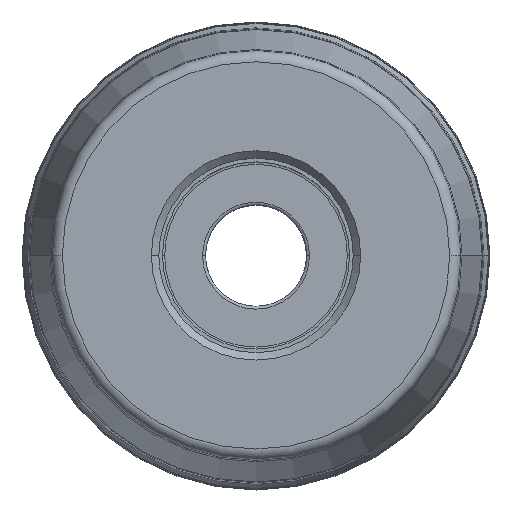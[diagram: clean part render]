
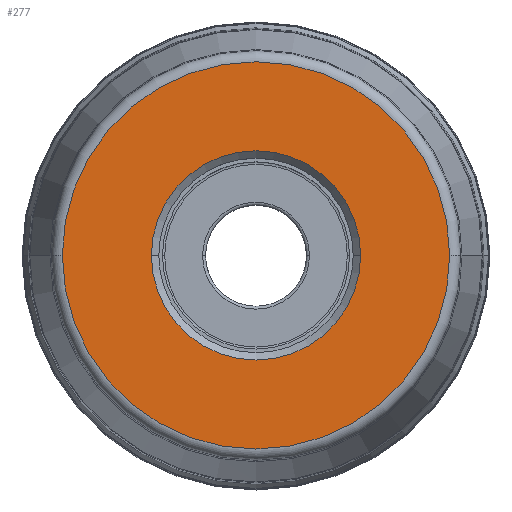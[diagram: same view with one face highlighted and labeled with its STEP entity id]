
A CAD part, top view. The second image highlights one B-rep face of the part: STEP entity #277.
In plain terms, the highlighted planar face has unit normal (0, 0, 1).
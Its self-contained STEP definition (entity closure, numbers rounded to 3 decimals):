
#30=PLANE('',#2460);
#38=FACE_BOUND('',#533,.T.);
#39=FACE_BOUND('',#534,.T.);
#277=ADVANCED_FACE('',(#38,#39),#30,.F.);
#533=EDGE_LOOP('',(#980,#981,#982,#983));
#534=EDGE_LOOP('',(#984,#985,#986,#987));
#980=ORIENTED_EDGE('',*,*,#1541,.F.);
#981=ORIENTED_EDGE('',*,*,#1545,.F.);
#982=ORIENTED_EDGE('',*,*,#1544,.T.);
#983=ORIENTED_EDGE('',*,*,#1542,.T.);
#984=ORIENTED_EDGE('',*,*,#1546,.T.);
#985=ORIENTED_EDGE('',*,*,#1547,.T.);
#986=ORIENTED_EDGE('',*,*,#1548,.T.);
#987=ORIENTED_EDGE('',*,*,#1549,.T.);
#1274=VERTEX_POINT('',#5061);
#1275=VERTEX_POINT('',#5063);
#1276=VERTEX_POINT('',#5065);
#1277=VERTEX_POINT('',#5069);
#1278=VERTEX_POINT('',#5073);
#1279=VERTEX_POINT('',#5074);
#1280=VERTEX_POINT('',#5076);
#1281=VERTEX_POINT('',#5078);
#1541=EDGE_CURVE('',#1274,#1275,#1876,.T.);
#1542=EDGE_CURVE('',#1276,#1275,#1877,.T.);
#1544=EDGE_CURVE('',#1277,#1276,#1879,.T.);
#1545=EDGE_CURVE('',#1277,#1274,#1880,.T.);
#1546=EDGE_CURVE('',#1278,#1279,#1881,.T.);
#1547=EDGE_CURVE('',#1279,#1280,#1882,.T.);
#1548=EDGE_CURVE('',#1280,#1281,#1883,.T.);
#1549=EDGE_CURVE('',#1281,#1278,#1884,.T.);
#1876=CIRCLE('',#2449,26.282);
#1877=CIRCLE('',#2450,26.282);
#1879=CIRCLE('',#2453,26.282);
#1880=CIRCLE('',#2454,26.282);
#1881=CIRCLE('',#2456,14.2);
#1882=CIRCLE('',#2457,14.2);
#1883=CIRCLE('',#2458,14.2);
#1884=CIRCLE('',#2459,14.2);
#2449=AXIS2_PLACEMENT_3D('',#5062,#3049,#3050);
#2450=AXIS2_PLACEMENT_3D('',#5064,#3051,#3052);
#2453=AXIS2_PLACEMENT_3D('',#5068,#3057,#3058);
#2454=AXIS2_PLACEMENT_3D('',#5070,#3059,#3060);
#2456=AXIS2_PLACEMENT_3D('',#5072,#3063,#3064);
#2457=AXIS2_PLACEMENT_3D('',#5075,#3065,#3066);
#2458=AXIS2_PLACEMENT_3D('',#5077,#3067,#3068);
#2459=AXIS2_PLACEMENT_3D('',#5079,#3069,#3070);
#2460=AXIS2_PLACEMENT_3D('',#5080,#3071,#3072);
#3049=DIRECTION('',(0.,0.,-1.));
#3050=DIRECTION('',(-1.,0.,0.));
#3051=DIRECTION('',(0.,0.,1.));
#3052=DIRECTION('',(1.,0.,0.));
#3057=DIRECTION('',(0.,0.,1.));
#3058=DIRECTION('',(1.,0.,0.));
#3059=DIRECTION('',(0.,0.,-1.));
#3060=DIRECTION('',(-1.,0.,0.));
#3063=DIRECTION('',(0.,0.,-1.));
#3064=DIRECTION('',(0.,-1.,0.));
#3065=DIRECTION('',(0.,0.,-1.));
#3066=DIRECTION('',(-1.,0.,0.));
#3067=DIRECTION('',(0.,0.,-1.));
#3068=DIRECTION('',(0.,1.,0.));
#3069=DIRECTION('',(0.,0.,-1.));
#3070=DIRECTION('',(1.,0.,0.));
#3071=DIRECTION('',(0.,0.,-1.));
#3072=DIRECTION('',(1.,0.,0.));
#5061=CARTESIAN_POINT('',(-26.282,0.,0.));
#5062=CARTESIAN_POINT('',(0.,0.,0.));
#5063=CARTESIAN_POINT('',(-26.281,0.021,0.));
#5064=CARTESIAN_POINT('',(0.,0.,0.));
#5065=CARTESIAN_POINT('',(26.282,0.,0.));
#5068=CARTESIAN_POINT('',(0.,0.,0.));
#5069=CARTESIAN_POINT('',(26.281,-0.021,0.));
#5070=CARTESIAN_POINT('',(0.,0.,0.));
#5072=CARTESIAN_POINT('',(0.,0.,0.));
#5073=CARTESIAN_POINT('',(0.,-14.2,0.));
#5074=CARTESIAN_POINT('',(-14.2,0.,0.));
#5075=CARTESIAN_POINT('',(0.,0.,0.));
#5076=CARTESIAN_POINT('',(0.,14.2,0.));
#5077=CARTESIAN_POINT('',(0.,0.,0.));
#5078=CARTESIAN_POINT('',(14.2,0.,0.));
#5079=CARTESIAN_POINT('',(0.,0.,0.));
#5080=CARTESIAN_POINT('',(0.,0.,0.));
